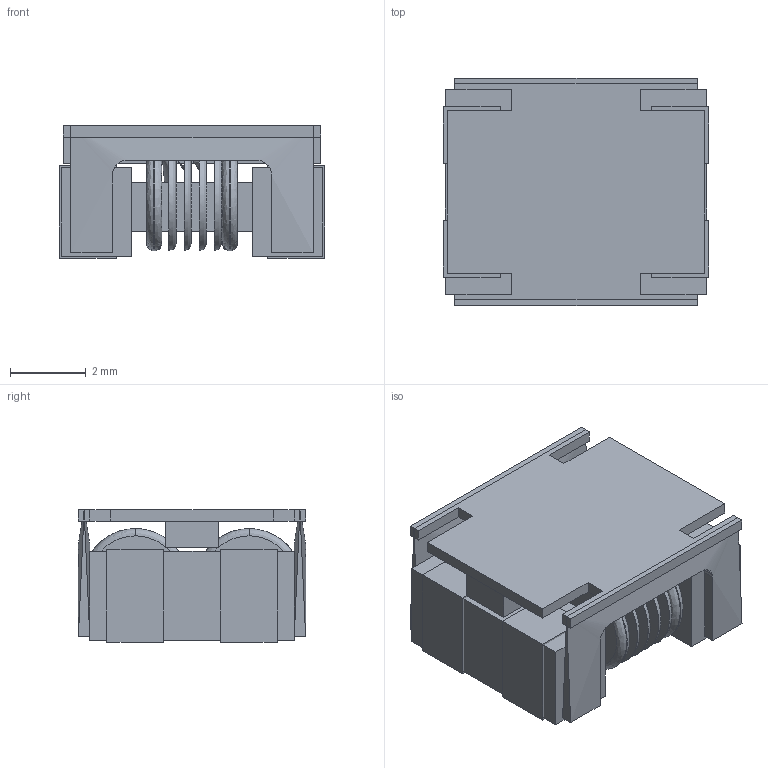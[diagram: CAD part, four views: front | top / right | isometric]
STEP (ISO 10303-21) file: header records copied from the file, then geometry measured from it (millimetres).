
FILE_DESCRIPTION (( 'STEP AP214' ), '1' );
FILE_NAME ('ACM706035.STEP', '2017-12-21T08:02:09', ( 'Sky123.Org' ), ( 'Sky123.Org' ), 'SwSTEP 2.0', 'SolidWorks 2013', '' );
FILE_SCHEMA (( 'AUTOMOTIVE_DESIGN' ));
Length unit declared in the file: millimetre
Products named in the file (1): ACM706035
Bounding box: 7 x 6 x 3.5 mm (x, y, z)
Surface area: 664.3 mm2 (no closed solid volume)
Topology: 0 solids, 23 shells, 185 faces, 444 edges, 258 vertices
Faces by surface type: plane 119, bspline 51, cylinder 15
Entity records: 8942 total; most frequent: CARTESIAN_POINT 3020, ORIENTED_EDGE 742, DIRECTION 716, EDGE_CURVE 385, VECTOR 296, LINE 296, VERTEX_POINT 239, AXIS2_PLACEMENT_3D 210
